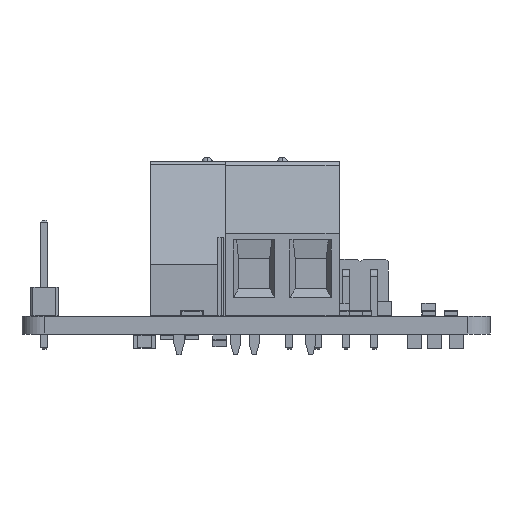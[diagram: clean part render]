
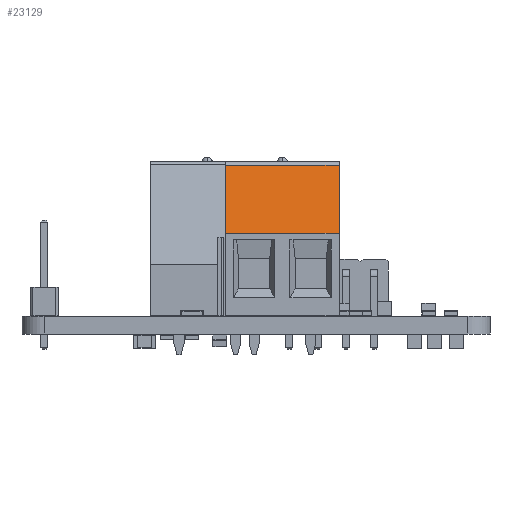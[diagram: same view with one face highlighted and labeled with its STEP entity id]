
A CAD part, left-side view. The second image highlights one B-rep face of the part: STEP entity #23129.
In plain terms, the highlighted face is planar.
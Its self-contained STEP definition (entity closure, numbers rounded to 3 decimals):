
#18735 = PLANE('',#18736);
#18736 = AXIS2_PLACEMENT_3D('',#18737,#18738,#18739);
#18737 = CARTESIAN_POINT('',(-62.994,-39.429,-0.741));
#18738 = DIRECTION('',(0.,0.,-1.));
#18739 = DIRECTION('',(-1.,0.,0.));
#19010 = PLANE('',#19011);
#19011 = AXIS2_PLACEMENT_3D('',#19012,#19013,#19014);
#19012 = CARTESIAN_POINT('',(-62.994,-39.429,-10.901));
#19013 = DIRECTION('',(0.,0.,-1.));
#19014 = DIRECTION('',(-1.,0.,0.));
#20761 = VERTEX_POINT('',#20762);
#20762 = CARTESIAN_POINT('',(-1.392,13.491,-0.741));
#20777 = CYLINDRICAL_SURFACE('',#20778,0.4);
#20778 = AXIS2_PLACEMENT_3D('',#20779,#20780,#20781);
#20779 = CARTESIAN_POINT('',(-1.781,13.4,-8.361));
#20780 = DIRECTION('',(0.,0.,-1.));
#20781 = DIRECTION('',(-1.,0.,0.));
#20789 = EDGE_CURVE('',#20761,#20790,#20792,.T.);
#20790 = VERTEX_POINT('',#20791);
#20791 = CARTESIAN_POINT('',(0.036,7.4,-0.741));
#20792 = SURFACE_CURVE('',#20793,(#20797,#20804),.PCURVE_S1.);
#20793 = LINE('',#20794,#20795);
#20794 = CARTESIAN_POINT('',(11.012,-39.429,-0.741));
#20795 = VECTOR('',#20796,1.);
#20796 = DIRECTION('',(0.228,-0.974,
    0.));
#20797 = PCURVE('',#18735,#20798);
#20798 = DEFINITIONAL_REPRESENTATION('',(#20799),#20803);
#20799 = LINE('',#20800,#20801);
#20800 = CARTESIAN_POINT('',(-74.005,0.));
#20801 = VECTOR('',#20802,1.);
#20802 = DIRECTION('',(-0.228,-0.974));
#20803 = ( GEOMETRIC_REPRESENTATION_CONTEXT(2) 
PARAMETRIC_REPRESENTATION_CONTEXT() REPRESENTATION_CONTEXT('2D SPACE',''
  ) );
#20804 = PCURVE('',#20805,#20810);
#20805 = PLANE('',#20806);
#20806 = AXIS2_PLACEMENT_3D('',#20807,#20808,#20809);
#20807 = CARTESIAN_POINT('',(-1.392,13.491,-8.361));
#20808 = DIRECTION('',(0.974,0.228,
    0.));
#20809 = DIRECTION('',(-0.228,0.974,
    0.));
#20810 = DEFINITIONAL_REPRESENTATION('',(#20811),#20815);
#20811 = LINE('',#20812,#20813);
#20812 = CARTESIAN_POINT('',(-54.354,7.62));
#20813 = VECTOR('',#20814,1.);
#20814 = DIRECTION('',(-1.,0.));
#20815 = ( GEOMETRIC_REPRESENTATION_CONTEXT(2) 
PARAMETRIC_REPRESENTATION_CONTEXT() REPRESENTATION_CONTEXT('2D SPACE',''
  ) );
#20833 = PLANE('',#20834);
#20834 = AXIS2_PLACEMENT_3D('',#20835,#20836,#20837);
#20835 = CARTESIAN_POINT('',(0.036,7.4,-8.361));
#20836 = DIRECTION('',(0.,1.,0.));
#20837 = DIRECTION('',(-1.,0.,0.));
#22809 = EDGE_CURVE('',#22810,#20761,#22812,.T.);
#22810 = VERTEX_POINT('',#22811);
#22811 = CARTESIAN_POINT('',(-1.392,13.491,-10.901));
#22812 = SURFACE_CURVE('',#22813,(#22817,#22824),.PCURVE_S1.);
#22813 = LINE('',#22814,#22815);
#22814 = CARTESIAN_POINT('',(-1.392,13.491,-8.281));
#22815 = VECTOR('',#22816,1.);
#22816 = DIRECTION('',(0.,0.,1.));
#22817 = PCURVE('',#20777,#22818);
#22818 = DEFINITIONAL_REPRESENTATION('',(#22819),#22823);
#22819 = LINE('',#22820,#22821);
#22820 = CARTESIAN_POINT('',(2.911,-0.08));
#22821 = VECTOR('',#22822,1.);
#22822 = DIRECTION('',(0.,-1.));
#22823 = ( GEOMETRIC_REPRESENTATION_CONTEXT(2) 
PARAMETRIC_REPRESENTATION_CONTEXT() REPRESENTATION_CONTEXT('2D SPACE',''
  ) );
#22824 = PCURVE('',#20805,#22825);
#22825 = DEFINITIONAL_REPRESENTATION('',(#22826),#22830);
#22826 = LINE('',#22827,#22828);
#22827 = CARTESIAN_POINT('',(0.,0.08));
#22828 = VECTOR('',#22829,1.);
#22829 = DIRECTION('',(0.,1.));
#22830 = ( GEOMETRIC_REPRESENTATION_CONTEXT(2) 
PARAMETRIC_REPRESENTATION_CONTEXT() REPRESENTATION_CONTEXT('2D SPACE',''
  ) );
#23129 = ADVANCED_FACE('',(#23130),#20805,.T.);
#23130 = FACE_BOUND('',#23131,.T.);
#23131 = EDGE_LOOP('',(#23132,#23155,#23176,#23177));
#23132 = ORIENTED_EDGE('',*,*,#23133,.T.);
#23133 = EDGE_CURVE('',#20790,#23134,#23136,.T.);
#23134 = VERTEX_POINT('',#23135);
#23135 = CARTESIAN_POINT('',(0.036,7.4,-10.901));
#23136 = SURFACE_CURVE('',#23137,(#23141,#23148),.PCURVE_S1.);
#23137 = LINE('',#23138,#23139);
#23138 = CARTESIAN_POINT('',(0.036,7.4,-8.281));
#23139 = VECTOR('',#23140,1.);
#23140 = DIRECTION('',(0.,0.,-1.));
#23141 = PCURVE('',#20805,#23142);
#23142 = DEFINITIONAL_REPRESENTATION('',(#23143),#23147);
#23143 = LINE('',#23144,#23145);
#23144 = CARTESIAN_POINT('',(-6.256,0.08));
#23145 = VECTOR('',#23146,1.);
#23146 = DIRECTION('',(0.,-1.));
#23147 = ( GEOMETRIC_REPRESENTATION_CONTEXT(2) 
PARAMETRIC_REPRESENTATION_CONTEXT() REPRESENTATION_CONTEXT('2D SPACE',''
  ) );
#23148 = PCURVE('',#20833,#23149);
#23149 = DEFINITIONAL_REPRESENTATION('',(#23150),#23154);
#23150 = LINE('',#23151,#23152);
#23151 = CARTESIAN_POINT('',(0.,0.08));
#23152 = VECTOR('',#23153,1.);
#23153 = DIRECTION('',(0.,-1.));
#23154 = ( GEOMETRIC_REPRESENTATION_CONTEXT(2) 
PARAMETRIC_REPRESENTATION_CONTEXT() REPRESENTATION_CONTEXT('2D SPACE',''
  ) );
#23155 = ORIENTED_EDGE('',*,*,#23156,.F.);
#23156 = EDGE_CURVE('',#22810,#23134,#23157,.T.);
#23157 = SURFACE_CURVE('',#23158,(#23162,#23169),.PCURVE_S1.);
#23158 = LINE('',#23159,#23160);
#23159 = CARTESIAN_POINT('',(11.012,-39.429,-10.901));
#23160 = VECTOR('',#23161,1.);
#23161 = DIRECTION('',(0.228,-0.974,
    0.));
#23162 = PCURVE('',#20805,#23163);
#23163 = DEFINITIONAL_REPRESENTATION('',(#23164),#23168);
#23164 = LINE('',#23165,#23166);
#23165 = CARTESIAN_POINT('',(-54.354,-2.54));
#23166 = VECTOR('',#23167,1.);
#23167 = DIRECTION('',(-1.,0.));
#23168 = ( GEOMETRIC_REPRESENTATION_CONTEXT(2) 
PARAMETRIC_REPRESENTATION_CONTEXT() REPRESENTATION_CONTEXT('2D SPACE',''
  ) );
#23169 = PCURVE('',#19010,#23170);
#23170 = DEFINITIONAL_REPRESENTATION('',(#23171),#23175);
#23171 = LINE('',#23172,#23173);
#23172 = CARTESIAN_POINT('',(-74.005,0.));
#23173 = VECTOR('',#23174,1.);
#23174 = DIRECTION('',(-0.228,-0.974));
#23175 = ( GEOMETRIC_REPRESENTATION_CONTEXT(2) 
PARAMETRIC_REPRESENTATION_CONTEXT() REPRESENTATION_CONTEXT('2D SPACE',''
  ) );
#23176 = ORIENTED_EDGE('',*,*,#22809,.T.);
#23177 = ORIENTED_EDGE('',*,*,#20789,.T.);
